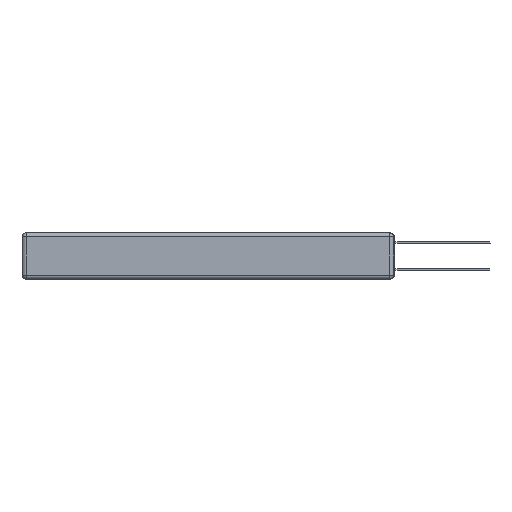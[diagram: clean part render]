
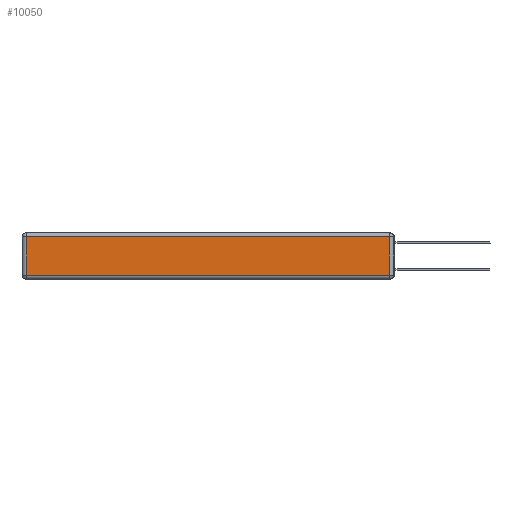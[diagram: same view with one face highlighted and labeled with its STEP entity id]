
A CAD part, left-side view. The second image highlights one B-rep face of the part: STEP entity #10050.
In plain terms, the highlighted planar face has unit normal (-1, 0, 0).
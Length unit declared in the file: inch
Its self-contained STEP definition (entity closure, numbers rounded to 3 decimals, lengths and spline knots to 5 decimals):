
#5 = VECTOR ( 'NONE', #2299, 39.37008 ) ;
#313 = DIRECTION ( 'NONE',  ( 0., -1., 0. ) ) ;
#2299 = DIRECTION ( 'NONE',  ( 0., 0., -1. ) ) ;
#3647 = ORIENTED_EDGE ( 'NONE', *, *, #22322, .T. ) ;
#3796 = ORIENTED_EDGE ( 'NONE', *, *, #11670, .T. ) ;
#3860 = LINE ( 'NONE', #11804, #8931 ) ;
#4355 = CARTESIAN_POINT ( 'NONE',  ( 0., 2.72, -0.03 ) ) ;
#4612 = DIRECTION ( 'NONE',  ( 0., 0., 1. ) ) ;
#7034 = LINE ( 'NONE', #18006, #10893 ) ;
#7358 = VECTOR ( 'NONE', #23905, 39.37008 ) ;
#8029 = CARTESIAN_POINT ( 'NONE',  ( 0., 0.03, -0.03 ) ) ;
#8201 = CARTESIAN_POINT ( 'NONE',  ( 0., 0., -0.343 ) ) ;
#8805 = DIRECTION ( 'NONE',  ( 0., 1., 0. ) ) ;
#8931 = VECTOR ( 'NONE', #313, 39.37008 ) ;
#10050 = ADVANCED_FACE ( 'NONE', ( #18841 ), #16029, .T. ) ;
#10539 = LINE ( 'NONE', #13707, #5 ) ;
#10893 = VECTOR ( 'NONE', #8805, 39.37008 ) ;
#11670 = EDGE_CURVE ( 'NONE', #22236, #19401, #19575, .T. ) ;
#11804 = CARTESIAN_POINT ( 'NONE',  ( 0., 0., -0.313 ) ) ;
#12117 = CARTESIAN_POINT ( 'NONE',  ( 0., 2.72, -0.313 ) ) ;
#12172 = AXIS2_PLACEMENT_3D ( 'NONE', #8201, #14300, #4612 ) ;
#12408 = CARTESIAN_POINT ( 'NONE',  ( 0., 0.03, -0.343 ) ) ;
#12491 = EDGE_CURVE ( 'NONE', #19401, #15967, #7034, .T. ) ;
#13601 = ORIENTED_EDGE ( 'NONE', *, *, #19386, .T. ) ;
#13707 = CARTESIAN_POINT ( 'NONE',  ( 0., 2.72, -0.343 ) ) ;
#14300 = DIRECTION ( 'NONE',  ( -1., 0., 0. ) ) ;
#15967 = VERTEX_POINT ( 'NONE', #4355 ) ;
#16029 = PLANE ( 'NONE',  #12172 ) ;
#16070 = EDGE_LOOP ( 'NONE', ( #3647, #3796, #22050, #13601 ) ) ;
#17070 = CARTESIAN_POINT ( 'NONE',  ( 0., 0.03, -0.313 ) ) ;
#18006 = CARTESIAN_POINT ( 'NONE',  ( 0., 2.75, -0.03 ) ) ;
#18841 = FACE_OUTER_BOUND ( 'NONE', #16070, .T. ) ;
#19386 = EDGE_CURVE ( 'NONE', #15967, #23910, #10539, .T. ) ;
#19401 = VERTEX_POINT ( 'NONE', #8029 ) ;
#19575 = LINE ( 'NONE', #12408, #7358 ) ;
#22050 = ORIENTED_EDGE ( 'NONE', *, *, #12491, .T. ) ;
#22236 = VERTEX_POINT ( 'NONE', #17070 ) ;
#22322 = EDGE_CURVE ( 'NONE', #23910, #22236, #3860, .T. ) ;
#23905 = DIRECTION ( 'NONE',  ( 0., 0., 1. ) ) ;
#23910 = VERTEX_POINT ( 'NONE', #12117 ) ;
